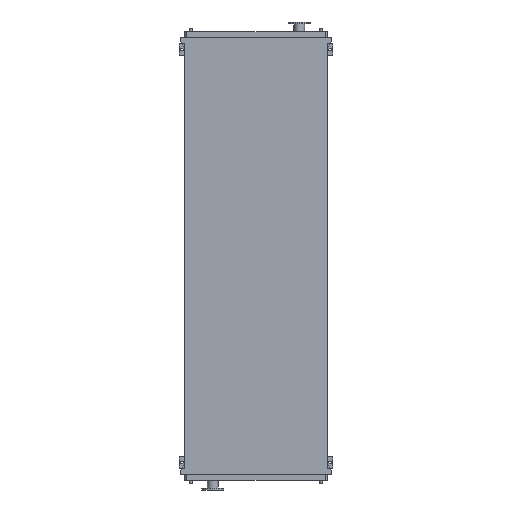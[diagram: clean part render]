
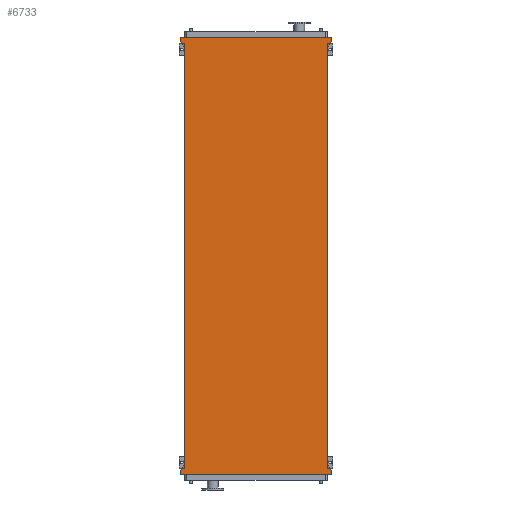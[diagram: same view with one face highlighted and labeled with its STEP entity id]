
A CAD part, front view. The second image highlights one B-rep face of the part: STEP entity #6733.
In plain terms, the highlighted planar face has unit normal (0, -1, 0).
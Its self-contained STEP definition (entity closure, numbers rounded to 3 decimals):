
#109 = CARTESIAN_POINT ( 'NONE',  ( 771., 0., 95. ) ) ;
#393 = VECTOR ( 'NONE', #15171, 1000. ) ;
#511 = EDGE_CURVE ( 'NONE', #10956, #2597, #9511, .T. ) ;
#689 = ORIENTED_EDGE ( 'NONE', *, *, #18309, .F. ) ;
#1104 = EDGE_LOOP ( 'NONE', ( #9509, #689, #8411, #2563, #17793, #18949, #11700, #16137, #5953, #9927, #13868, #4614 ) ) ;
#1141 = FACE_OUTER_BOUND ( 'NONE', #1104, .T. ) ;
#1243 = VECTOR ( 'NONE', #4275, 1000. ) ;
#1331 = LINE ( 'NONE', #4734, #393 ) ;
#1632 = EDGE_CURVE ( 'NONE', #8887, #6194, #1998, .T. ) ;
#1834 = CARTESIAN_POINT ( 'NONE',  ( -725., 0., 0. ) ) ;
#1957 = DIRECTION ( 'NONE',  ( 0., 0., -1. ) ) ;
#1998 = LINE ( 'NONE', #4960, #9261 ) ;
#2128 = EDGE_CURVE ( 'NONE', #9458, #12433, #18573, .T. ) ;
#2130 = EDGE_CURVE ( 'NONE', #10613, #9458, #2251, .T. ) ;
#2176 = CARTESIAN_POINT ( 'NONE',  ( -771., 0., 95. ) ) ;
#2251 = LINE ( 'NONE', #4674, #9715 ) ;
#2253 = LINE ( 'NONE', #1834, #13215 ) ;
#2563 = ORIENTED_EDGE ( 'NONE', *, *, #1632, .F. ) ;
#2597 = VERTEX_POINT ( 'NONE', #6558 ) ;
#2917 = DIRECTION ( 'NONE',  ( 0., 0., -1. ) ) ;
#3118 = LINE ( 'NONE', #17988, #10555 ) ;
#3390 = AXIS2_PLACEMENT_3D ( 'NONE', #16286, #11825, #2917 ) ;
#3409 = DIRECTION ( 'NONE',  ( -0.655, 0., 0.755 ) ) ;
#4275 = DIRECTION ( 'NONE',  ( -0.655, 0., -0.755 ) ) ;
#4614 = ORIENTED_EDGE ( 'NONE', *, *, #6421, .F. ) ;
#4674 = CARTESIAN_POINT ( 'NONE',  ( -771., 0., -4345. ) ) ;
#4734 = CARTESIAN_POINT ( 'NONE',  ( -725., 0., -4250. ) ) ;
#4960 = CARTESIAN_POINT ( 'NONE',  ( -771., 0., 95. ) ) ;
#5074 = VECTOR ( 'NONE', #6761, 1000. ) ;
#5492 = VERTEX_POINT ( 'NONE', #8504 ) ;
#5598 = VECTOR ( 'NONE', #1957, 1000. ) ;
#5817 = CARTESIAN_POINT ( 'NONE',  ( -771., 0., -4303. ) ) ;
#5857 = EDGE_CURVE ( 'NONE', #6194, #7932, #17483, .T. ) ;
#5953 = ORIENTED_EDGE ( 'NONE', *, *, #2130, .F. ) ;
#6194 = VERTEX_POINT ( 'NONE', #109 ) ;
#6421 = EDGE_CURVE ( 'NONE', #13749, #10956, #16526, .T. ) ;
#6473 = DIRECTION ( 'NONE',  ( 1., 0., 0. ) ) ;
#6558 = CARTESIAN_POINT ( 'NONE',  ( 771., 0., -4345. ) ) ;
#6733 = ADVANCED_FACE ( 'NONE', ( #1141 ), #10329, .T. ) ;
#6753 = CARTESIAN_POINT ( 'NONE',  ( -771., 0., 53. ) ) ;
#6761 = DIRECTION ( 'NONE',  ( 0., 0., -1. ) ) ;
#6796 = CARTESIAN_POINT ( 'NONE',  ( -725., 0., -4250. ) ) ;
#7458 = CARTESIAN_POINT ( 'NONE',  ( -771., 0., -4345. ) ) ;
#7609 = VERTEX_POINT ( 'NONE', #6753 ) ;
#7629 = CARTESIAN_POINT ( 'NONE',  ( -771., 0., -4303. ) ) ;
#7932 = VERTEX_POINT ( 'NONE', #12223 ) ;
#8069 = LINE ( 'NONE', #14694, #15535 ) ;
#8133 = EDGE_CURVE ( 'NONE', #12433, #5492, #1331, .T. ) ;
#8411 = ORIENTED_EDGE ( 'NONE', *, *, #5857, .F. ) ;
#8504 = CARTESIAN_POINT ( 'NONE',  ( -725., 0., 0. ) ) ;
#8711 = CARTESIAN_POINT ( 'NONE',  ( 771., 0., 53. ) ) ;
#8887 = VERTEX_POINT ( 'NONE', #2176 ) ;
#9261 = VECTOR ( 'NONE', #6473, 1000. ) ;
#9458 = VERTEX_POINT ( 'NONE', #5817 ) ;
#9509 = ORIENTED_EDGE ( 'NONE', *, *, #17045, .T. ) ;
#9511 = LINE ( 'NONE', #10891, #5074 ) ;
#9715 = VECTOR ( 'NONE', #16602, 1000. ) ;
#9927 = ORIENTED_EDGE ( 'NONE', *, *, #14025, .F. ) ;
#10329 = PLANE ( 'NONE',  #3390 ) ;
#10555 = VECTOR ( 'NONE', #15067, 1000. ) ;
#10613 = VERTEX_POINT ( 'NONE', #7458 ) ;
#10704 = EDGE_CURVE ( 'NONE', #7609, #8887, #3118, .T. ) ;
#10891 = CARTESIAN_POINT ( 'NONE',  ( 771., 0., -4303. ) ) ;
#10956 = VERTEX_POINT ( 'NONE', #15582 ) ;
#11700 = ORIENTED_EDGE ( 'NONE', *, *, #8133, .F. ) ;
#11825 = DIRECTION ( 'NONE',  ( 0., -1., 0. ) ) ;
#12223 = CARTESIAN_POINT ( 'NONE',  ( 771., 0., 53. ) ) ;
#12371 = CARTESIAN_POINT ( 'NONE',  ( 771., 0., 95. ) ) ;
#12433 = VERTEX_POINT ( 'NONE', #6796 ) ;
#13215 = VECTOR ( 'NONE', #3409, 1000. ) ;
#13500 = VECTOR ( 'NONE', #18632, 1000. ) ;
#13608 = DIRECTION ( 'NONE',  ( 0.655, 0., 0.755 ) ) ;
#13749 = VERTEX_POINT ( 'NONE', #15358 ) ;
#13868 = ORIENTED_EDGE ( 'NONE', *, *, #511, .F. ) ;
#14025 = EDGE_CURVE ( 'NONE', #2597, #10613, #18398, .T. ) ;
#14580 = CARTESIAN_POINT ( 'NONE',  ( 771., 0., -4345. ) ) ;
#14694 = CARTESIAN_POINT ( 'NONE',  ( 725., 0., -4250. ) ) ;
#14749 = DIRECTION ( 'NONE',  ( 0., 0., 1. ) ) ;
#14927 = VECTOR ( 'NONE', #16069, 1000. ) ;
#15067 = DIRECTION ( 'NONE',  ( 0., 0., 1. ) ) ;
#15171 = DIRECTION ( 'NONE',  ( 0., 0., 1. ) ) ;
#15358 = CARTESIAN_POINT ( 'NONE',  ( 725., 0., -4250. ) ) ;
#15535 = VECTOR ( 'NONE', #14749, 1000. ) ;
#15582 = CARTESIAN_POINT ( 'NONE',  ( 771., 0., -4303. ) ) ;
#16069 = DIRECTION ( 'NONE',  ( -1., 0., 0. ) ) ;
#16137 = ORIENTED_EDGE ( 'NONE', *, *, #2128, .F. ) ;
#16286 = CARTESIAN_POINT ( 'NONE',  ( -725., 0., -4250. ) ) ;
#16526 = LINE ( 'NONE', #17208, #13500 ) ;
#16602 = DIRECTION ( 'NONE',  ( 0., 0., 1. ) ) ;
#16606 = EDGE_CURVE ( 'NONE', #5492, #7609, #2253, .T. ) ;
#16747 = CARTESIAN_POINT ( 'NONE',  ( 725., 0., 0. ) ) ;
#17045 = EDGE_CURVE ( 'NONE', #13749, #19252, #8069, .T. ) ;
#17125 = LINE ( 'NONE', #8711, #1243 ) ;
#17208 = CARTESIAN_POINT ( 'NONE',  ( 725., 0., -4250. ) ) ;
#17483 = LINE ( 'NONE', #12371, #5598 ) ;
#17644 = VECTOR ( 'NONE', #13608, 1000. ) ;
#17793 = ORIENTED_EDGE ( 'NONE', *, *, #10704, .F. ) ;
#17988 = CARTESIAN_POINT ( 'NONE',  ( -771., 0., 53. ) ) ;
#18309 = EDGE_CURVE ( 'NONE', #7932, #19252, #17125, .T. ) ;
#18398 = LINE ( 'NONE', #14580, #14927 ) ;
#18573 = LINE ( 'NONE', #7629, #17644 ) ;
#18632 = DIRECTION ( 'NONE',  ( 0.655, 0., -0.755 ) ) ;
#18949 = ORIENTED_EDGE ( 'NONE', *, *, #16606, .F. ) ;
#19252 = VERTEX_POINT ( 'NONE', #16747 ) ;
